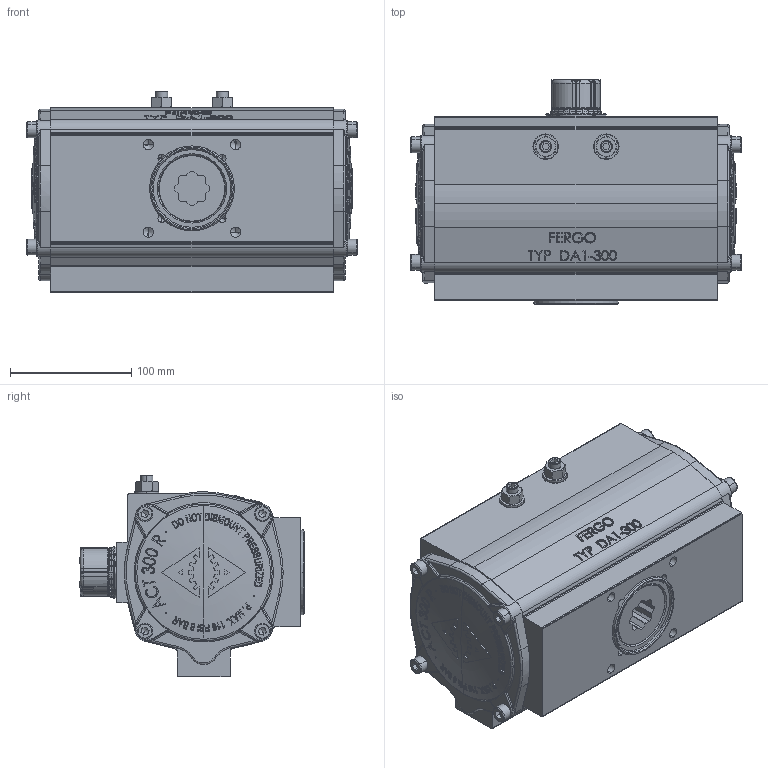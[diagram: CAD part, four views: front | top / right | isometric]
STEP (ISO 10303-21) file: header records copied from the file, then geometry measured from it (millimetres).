
FILE_DESCRIPTION (( 'STEP AP214' ), '1' );
FILE_NAME ('DA300-Pneumatischer-Doppeltwirkend-Schwenkantrieb-Fergo.STEP', '2022-11-11T13:25:47', ( '' ), ( '' ), 'SwSTEP 2.0', 'SolidWorks 2022', '' );
FILE_SCHEMA (( 'AUTOMOTIVE_DESIGN' ));
Length unit declared in the file: millimetre
Products named in the file (1): DA300-Pneumatischer-Doppeltwirkend-Schwenkantrieb-Fergo
Bounding box: 272.6 x 185.29 x 166.1 mm (x, y, z)
Volume: 1965442.3 mm3; surface area: 416047.8 mm2
Topology: 28 solids, 28 shells, 5018 faces, 13615 edges, 8757 vertices
Faces by surface type: plane 2647, cylinder 926, bspline 744, cone 271, torus 231, sphere 199
Entity records: 211449 total; most frequent: CARTESIAN_POINT 86981, ORIENTED_EDGE 26940, DIRECTION 25506, EDGE_CURVE 13470, AXIS2_PLACEMENT_3D 9987, VERTEX_POINT 8752, CIRCLE 5712, VECTOR 5532
